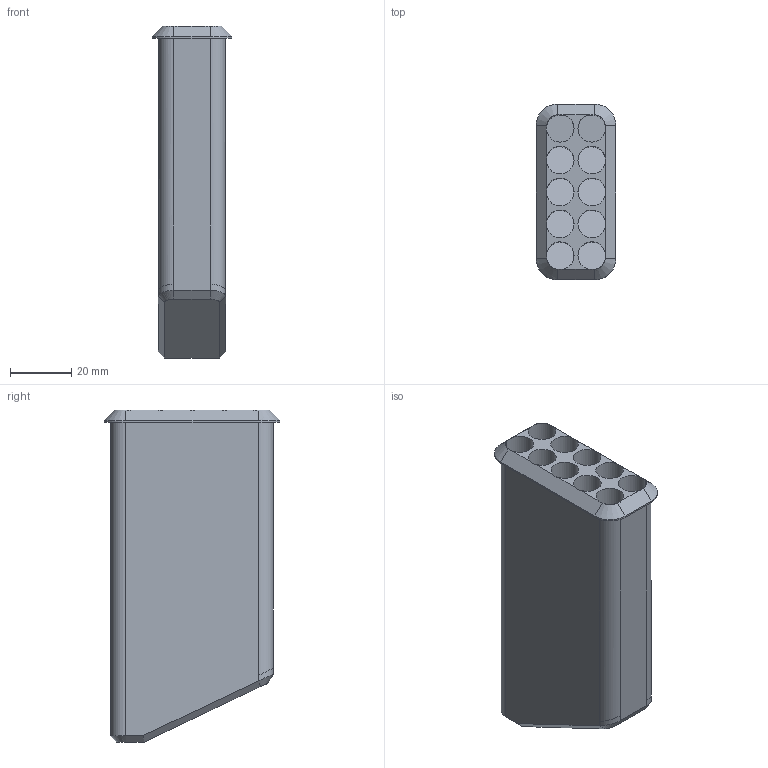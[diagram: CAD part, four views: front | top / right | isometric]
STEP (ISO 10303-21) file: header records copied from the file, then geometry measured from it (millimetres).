
FILE_DESCRIPTION(('FreeCAD Model'),'2;1');
FILE_NAME('Open CASCADE Shape Model','2025-10-26T19:16:39',(''),(''), 'Open CASCADE STEP processor 7.6','FreeCAD','Unknown');
FILE_SCHEMA(('AUTOMOTIVE_DESIGN { 1 0 10303 214 1 1 1 1 }'));
Length unit declared in the file: millimetre
Products named in the file (1): LongBitsModule
Bounding box: 26 x 57.18 x 108 mm (x, y, z)
Volume: 52452.3 mm3; surface area: 43815.7 mm2
Topology: 1 solids, 1 shells, 64 faces, 165 edges, 104 vertices
Faces by surface type: plane 36, cylinder 18, cone 6, extrusion 2, bspline 2
Full cylindrical faces by diameter (mm): 9 x10
Entity records: 4719 total; most frequent: CARTESIAN_POINT 1498, DIRECTION 591, ORIENTED_EDGE 330, PCURVE 330, DEFINITIONAL_REPRESENTATION 330, VECTOR 296, LINE 294, EDGE_CURVE 165
